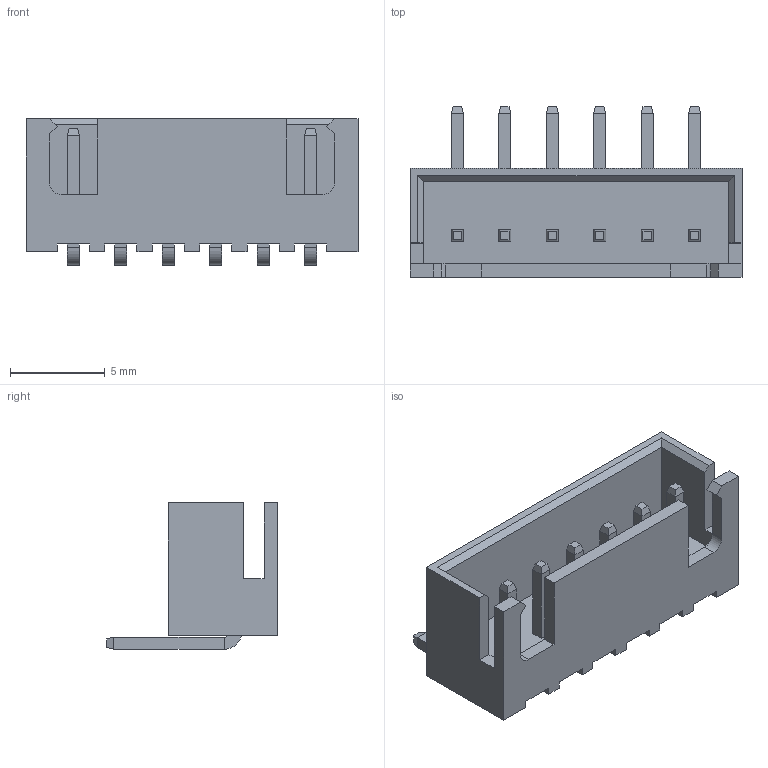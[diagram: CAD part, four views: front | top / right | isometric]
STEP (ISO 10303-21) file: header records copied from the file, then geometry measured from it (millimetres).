
FILE_DESCRIPTION (( 'STEP AP214' ), '1' );
FILE_NAME ('P.C.B CONNCETOR PITCH 2.50mm XH TYPE.STEP', '2019-06-12T16:36:15', ( '' ), ( '' ), 'SwSTEP 2.0', 'SolidWorks 2016', '' );
FILE_SCHEMA (( 'AUTOMOTIVE_DESIGN' ));
Length unit declared in the file: millimetre
Products named in the file (1): P.C.B CONNCETOR PITCH 2.50mm XH TYPE
Bounding box: 17.5 x 9 x 7.72 mm (x, y, z)
Volume: 338.5 mm3; surface area: 890.4 mm2
Topology: 1 solids, 1 shells, 213 faces, 499 edges, 300 vertices
Faces by surface type: plane 199, cylinder 14
Entity records: 6518 total; most frequent: CARTESIAN_POINT 1013, ORIENTED_EDGE 998, DIRECTION 955, EDGE_CURVE 499, LINE 471, VECTOR 471, VERTEX_POINT 300, AXIS2_PLACEMENT_3D 242
